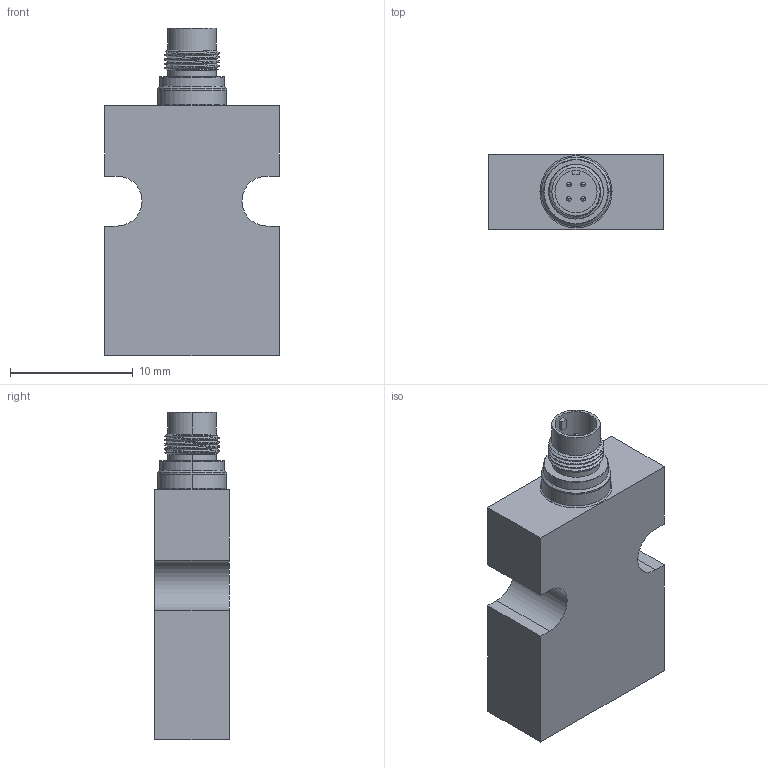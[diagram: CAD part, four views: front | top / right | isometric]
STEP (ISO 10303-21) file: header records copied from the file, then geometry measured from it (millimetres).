
FILE_DESCRIPTION (( 'STEP AP214' ), '1' );
FILE_NAME ('7600B.STEP', '2017-12-06T19:52:15', ( 'DYTRAN' ), ( 'BOXX Technologies, Inc.' ), 'SwSTEP 2.0', 'SolidWorks 2016', '' );
FILE_SCHEMA (( 'AUTOMOTIVE_DESIGN' ));
Length unit declared in the file: inch
Products named in the file (1): 7600B
Bounding box: 14.22 x 6.1 x 26.62 mm (x, y, z)
Volume: 1680.2 mm3; surface area: 1821.4 mm2
Topology: 3 solids, 3 shells, 495 faces, 1290 edges, 854 vertices
Faces by surface type: plane 279, bspline 125, cylinder 73, torus 10, cone 8
Entity records: 29373 total; most frequent: CARTESIAN_POINT 11469, ORIENTED_EDGE 2580, DIRECTION 1910, EDGE_CURVE 1290, VECTOR 860, LINE 860, VERTEX_POINT 854, EDGE_LOOP 548
